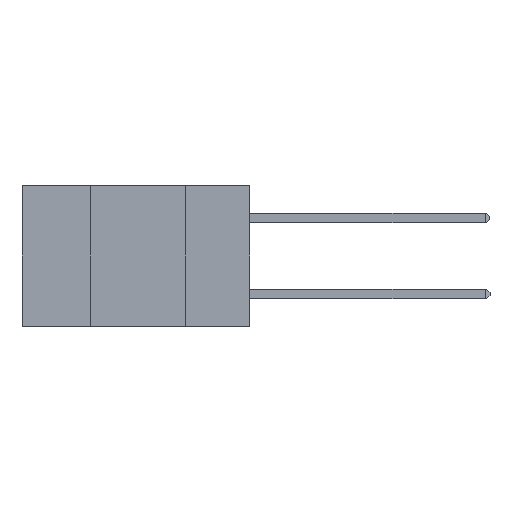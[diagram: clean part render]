
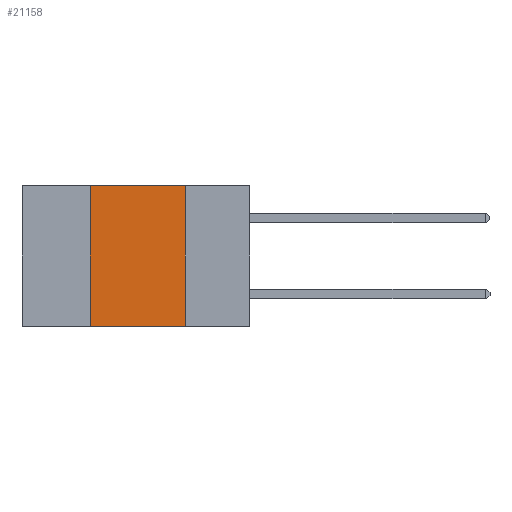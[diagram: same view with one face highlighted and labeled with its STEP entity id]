
A CAD part, left-side view. The second image highlights one B-rep face of the part: STEP entity #21158.
In plain terms, the highlighted planar face has unit normal (-1, 0, 0).
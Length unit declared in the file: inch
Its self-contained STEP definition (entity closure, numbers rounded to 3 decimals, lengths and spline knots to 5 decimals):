
#1395 = EDGE_LOOP ( 'NONE', ( #18749, #19297, #19849, #15649 ) ) ;
#1837 = CARTESIAN_POINT ( 'NONE',  ( 0., 0.17, 0. ) ) ;
#2114 = CARTESIAN_POINT ( 'NONE',  ( 0., 0.17, -0.37 ) ) ;
#2510 = LINE ( 'NONE', #4519, #17439 ) ;
#2785 = VERTEX_POINT ( 'NONE', #15179 ) ;
#2853 = CARTESIAN_POINT ( 'NONE',  ( 0., 0.17, 0. ) ) ;
#2863 = EDGE_CURVE ( 'NONE', #12515, #8756, #3459, .T. ) ;
#3437 = DIRECTION ( 'NONE',  ( 0., -1., 0. ) ) ;
#3459 = LINE ( 'NONE', #2853, #13534 ) ;
#4099 = DIRECTION ( 'NONE',  ( 0., -1., 0. ) ) ;
#4519 = CARTESIAN_POINT ( 'NONE',  ( 0., 0.42, 0. ) ) ;
#5093 = VECTOR ( 'NONE', #4099, 39.37008 ) ;
#5767 = VERTEX_POINT ( 'NONE', #14194 ) ;
#5976 = PLANE ( 'NONE',  #10683 ) ;
#7759 = CARTESIAN_POINT ( 'NONE',  ( 0., 0.6, 0. ) ) ;
#8756 = VERTEX_POINT ( 'NONE', #2114 ) ;
#9188 = EDGE_CURVE ( 'NONE', #5767, #12515, #15336, .T. ) ;
#9536 = DIRECTION ( 'NONE',  ( 1., 0., 0. ) ) ;
#9778 = LINE ( 'NONE', #11165, #5093 ) ;
#10683 = AXIS2_PLACEMENT_3D ( 'NONE', #7759, #9536, #22142 ) ;
#11165 = CARTESIAN_POINT ( 'NONE',  ( 0., 0.6, -0.37 ) ) ;
#12515 = VERTEX_POINT ( 'NONE', #1837 ) ;
#12662 = EDGE_CURVE ( 'NONE', #2785, #8756, #9778, .T. ) ;
#13534 = VECTOR ( 'NONE', #18949, 39.37008 ) ;
#14177 = CARTESIAN_POINT ( 'NONE',  ( 0., 0.6, 0. ) ) ;
#14194 = CARTESIAN_POINT ( 'NONE',  ( 0., 0.42, 0. ) ) ;
#15059 = FACE_OUTER_BOUND ( 'NONE', #1395, .T. ) ;
#15179 = CARTESIAN_POINT ( 'NONE',  ( 0., 0.42, -0.37 ) ) ;
#15336 = LINE ( 'NONE', #14177, #21194 ) ;
#15649 = ORIENTED_EDGE ( 'NONE', *, *, #12662, .T. ) ;
#17439 = VECTOR ( 'NONE', #18911, 39.37008 ) ;
#18749 = ORIENTED_EDGE ( 'NONE', *, *, #2863, .F. ) ;
#18911 = DIRECTION ( 'NONE',  ( 0., 0., 1. ) ) ;
#18949 = DIRECTION ( 'NONE',  ( 0., 0., -1. ) ) ;
#19297 = ORIENTED_EDGE ( 'NONE', *, *, #9188, .F. ) ;
#19399 = EDGE_CURVE ( 'NONE', #2785, #5767, #2510, .T. ) ;
#19849 = ORIENTED_EDGE ( 'NONE', *, *, #19399, .F. ) ;
#21158 = ADVANCED_FACE ( 'NONE', ( #15059 ), #5976, .F. ) ;
#21194 = VECTOR ( 'NONE', #3437, 39.37008 ) ;
#22142 = DIRECTION ( 'NONE',  ( 0., 0., -1. ) ) ;
